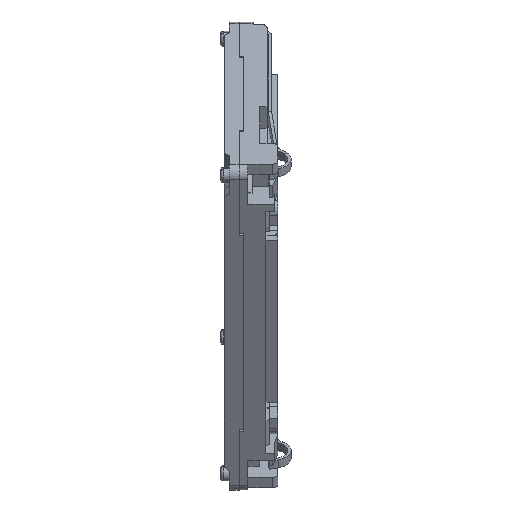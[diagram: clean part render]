
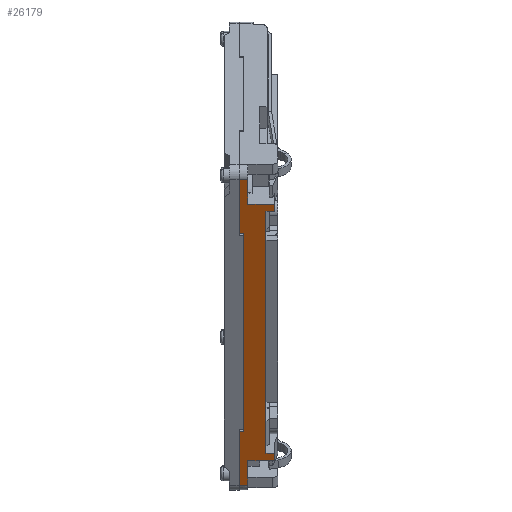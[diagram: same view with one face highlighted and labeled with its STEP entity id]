
A CAD part, left-side view. The second image highlights one B-rep face of the part: STEP entity #26179.
In plain terms, the highlighted planar face has unit normal (-0.837, 0, -0.547).
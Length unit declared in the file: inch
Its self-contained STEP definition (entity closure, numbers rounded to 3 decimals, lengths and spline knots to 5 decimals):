
#22 = CARTESIAN_POINT ( 'NONE',  ( -0.0958, -0.0315, -0.32124 ) ) ;
#244 = DIRECTION ( 'NONE',  ( 0.547, 0., -0.837 ) ) ;
#461 = CARTESIAN_POINT ( 'NONE',  ( -0.06492, -0.09252, -0.36851 ) ) ;
#626 = ORIENTED_EDGE ( 'NONE', *, *, #15742, .F. ) ;
#771 = CARTESIAN_POINT ( 'NONE',  ( -0.06914, -0.09252, -0.36205 ) ) ;
#790 = VERTEX_POINT ( 'NONE', #5767 ) ;
#834 = LINE ( 'NONE', #27779, #3213 ) ;
#944 = VECTOR ( 'NONE', #15479, 39.37008 ) ;
#954 = VECTOR ( 'NONE', #25956, 39.37008 ) ;
#1442 = CARTESIAN_POINT ( 'NONE',  ( -0.36777, -0.09252, 0.09503 ) ) ;
#1480 = VERTEX_POINT ( 'NONE', #21725 ) ;
#1533 = VECTOR ( 'NONE', #24929, 39.37008 ) ;
#1911 = CARTESIAN_POINT ( 'NONE',  ( -0.35933, -0.09252, 0.08212 ) ) ;
#1980 = VECTOR ( 'NONE', #21862, 39.37008 ) ;
#2067 = EDGE_CURVE ( 'NONE', #7590, #16643, #15439, .T. ) ;
#2206 = CARTESIAN_POINT ( 'NONE',  ( -0.21424, -0.06004, -0.13997 ) ) ;
#2716 = VECTOR ( 'NONE', #27377, 39.37008 ) ;
#2815 = EDGE_CURVE ( 'NONE', #7590, #26759, #21052, .T. ) ;
#2842 = LINE ( 'NONE', #27593, #6064 ) ;
#2937 = CARTESIAN_POINT ( 'NONE',  ( -0.0312, -0.02756, -0.42012 ) ) ;
#3213 = VECTOR ( 'NONE', #14215, 39.37008 ) ;
#3294 = VERTEX_POINT ( 'NONE', #29071 ) ;
#4053 = ORIENTED_EDGE ( 'NONE', *, *, #12779, .F. ) ;
#4200 = ORIENTED_EDGE ( 'NONE', *, *, #8410, .T. ) ;
#4255 = PLANE ( 'NONE',  #19361 ) ;
#4883 = VERTEX_POINT ( 'NONE', #18250 ) ;
#4979 = CARTESIAN_POINT ( 'NONE',  ( -0.06914, -0.08465, -0.36205 ) ) ;
#5006 = EDGE_CURVE ( 'NONE', #16643, #19958, #27534, .T. ) ;
#5375 = EDGE_CURVE ( 'NONE', #3294, #27273, #834, .T. ) ;
#5767 = CARTESIAN_POINT ( 'NONE',  ( -0.0958, -0.03543, -0.32124 ) ) ;
#6064 = VECTOR ( 'NONE', #18610, 39.37008 ) ;
#6997 = CARTESIAN_POINT ( 'NONE',  ( -0.36355, -0.09252, 0.08858 ) ) ;
#7473 = ORIENTED_EDGE ( 'NONE', *, *, #2067, .T. ) ;
#7590 = VERTEX_POINT ( 'NONE', #22140 ) ;
#7605 = CARTESIAN_POINT ( 'NONE',  ( -0.33267, -0.0315, 0.04131 ) ) ;
#8306 = CARTESIAN_POINT ( 'NONE',  ( -0.36777, -0.04331, 0.09503 ) ) ;
#8410 = EDGE_CURVE ( 'NONE', #19958, #26398, #9503, .T. ) ;
#8554 = ORIENTED_EDGE ( 'NONE', *, *, #5375, .T. ) ;
#8963 = DIRECTION ( 'NONE',  ( -0.547, 0., 0.837 ) ) ;
#8975 = VERTEX_POINT ( 'NONE', #25738 ) ;
#9024 = VERTEX_POINT ( 'NONE', #2937 ) ;
#9201 = CARTESIAN_POINT ( 'NONE',  ( -0.35933, -0.07677, 0.08212 ) ) ;
#9503 = LINE ( 'NONE', #6997, #17056 ) ;
#9818 = DIRECTION ( 'NONE',  ( 0., -1., 0. ) ) ;
#9933 = CARTESIAN_POINT ( 'NONE',  ( -0.0607, -0.09252, -0.37497 ) ) ;
#10398 = ORIENTED_EDGE ( 'NONE', *, *, #10588, .F. ) ;
#10456 = EDGE_CURVE ( 'NONE', #1480, #4883, #23371, .T. ) ;
#10588 = EDGE_CURVE ( 'NONE', #8975, #9024, #12097, .T. ) ;
#11325 = VERTEX_POINT ( 'NONE', #23804 ) ;
#11742 = DIRECTION ( 'NONE',  ( 0., -1., 0. ) ) ;
#12097 = LINE ( 'NONE', #16240, #17162 ) ;
#12779 = EDGE_CURVE ( 'NONE', #3294, #8975, #16351, .T. ) ;
#12841 = EDGE_CURVE ( 'NONE', #11325, #1480, #2842, .T. ) ;
#13423 = CARTESIAN_POINT ( 'NONE',  ( -0.04595, -0.04331, -0.39754 ) ) ;
#13753 = EDGE_CURVE ( 'NONE', #14313, #9024, #28752, .T. ) ;
#14215 = DIRECTION ( 'NONE',  ( 0., -1., 0. ) ) ;
#14313 = VERTEX_POINT ( 'NONE', #17474 ) ;
#14339 = CARTESIAN_POINT ( 'NONE',  ( -0.38252, -0.04331, 0.11761 ) ) ;
#14958 = ORIENTED_EDGE ( 'NONE', *, *, #2815, .F. ) ;
#14966 = VECTOR ( 'NONE', #11742, 39.37008 ) ;
#15116 = CARTESIAN_POINT ( 'NONE',  ( -0.39727, -0.04331, 0.14019 ) ) ;
#15439 = LINE ( 'NONE', #29002, #18198 ) ;
#15479 = DIRECTION ( 'NONE',  ( 0.547, 0., -0.837 ) ) ;
#15605 = FACE_OUTER_BOUND ( 'NONE', #25859, .T. ) ;
#15684 = VECTOR ( 'NONE', #27417, 39.37008 ) ;
#15742 = EDGE_CURVE ( 'NONE', #11325, #28597, #25377, .T. ) ;
#16240 = CARTESIAN_POINT ( 'NONE',  ( -0.0312, -0.03543, -0.42012 ) ) ;
#16351 = LINE ( 'NONE', #13423, #23457 ) ;
#16643 = VERTEX_POINT ( 'NONE', #9201 ) ;
#16687 = LINE ( 'NONE', #27746, #18133 ) ;
#17056 = VECTOR ( 'NONE', #18342, 39.37008 ) ;
#17162 = VECTOR ( 'NONE', #25216, 39.37008 ) ;
#17474 = CARTESIAN_POINT ( 'NONE',  ( -0.0958, -0.02756, -0.32124 ) ) ;
#17628 = EDGE_CURVE ( 'NONE', #27466, #26398, #28923, .T. ) ;
#17667 = ORIENTED_EDGE ( 'NONE', *, *, #5006, .T. ) ;
#18004 = DIRECTION ( 'NONE',  ( 0., -1., 0. ) ) ;
#18133 = VECTOR ( 'NONE', #244, 39.37008 ) ;
#18198 = VECTOR ( 'NONE', #8963, 39.37008 ) ;
#18250 = CARTESIAN_POINT ( 'NONE',  ( -0.33267, -0.03543, 0.04131 ) ) ;
#18342 = DIRECTION ( 'NONE',  ( -0.547, 0., 0.837 ) ) ;
#18610 = DIRECTION ( 'NONE',  ( 0.547, 0., -0.837 ) ) ;
#18763 = EDGE_CURVE ( 'NONE', #27273, #26759, #25621, .T. ) ;
#18766 = LINE ( 'NONE', #14339, #1533 ) ;
#19361 = AXIS2_PLACEMENT_3D ( 'NONE', #2206, #24440, #19607 ) ;
#19607 = DIRECTION ( 'NONE',  ( 0.547, 0., -0.837 ) ) ;
#19945 = CARTESIAN_POINT ( 'NONE',  ( -0.36777, -0.06791, 0.09503 ) ) ;
#19958 = VERTEX_POINT ( 'NONE', #1911 ) ;
#20518 = LINE ( 'NONE', #22, #22203 ) ;
#20561 = ORIENTED_EDGE ( 'NONE', *, *, #18763, .T. ) ;
#21052 = LINE ( 'NONE', #4979, #2716 ) ;
#21111 = ORIENTED_EDGE ( 'NONE', *, *, #28638, .T. ) ;
#21178 = ORIENTED_EDGE ( 'NONE', *, *, #17628, .F. ) ;
#21198 = CARTESIAN_POINT ( 'NONE',  ( -0.35933, -0.08465, 0.08212 ) ) ;
#21725 = CARTESIAN_POINT ( 'NONE',  ( -0.33267, -0.02756, 0.04131 ) ) ;
#21862 = DIRECTION ( 'NONE',  ( 0., -1., 0. ) ) ;
#22140 = CARTESIAN_POINT ( 'NONE',  ( -0.06914, -0.07677, -0.36205 ) ) ;
#22203 = VECTOR ( 'NONE', #18004, 39.37008 ) ;
#22424 = DIRECTION ( 'NONE',  ( 0.547, 0., -0.837 ) ) ;
#22801 = VECTOR ( 'NONE', #9818, 39.37008 ) ;
#23371 = LINE ( 'NONE', #7605, #22801 ) ;
#23457 = VECTOR ( 'NONE', #22424, 39.37008 ) ;
#23804 = CARTESIAN_POINT ( 'NONE',  ( -0.39727, -0.02756, 0.14019 ) ) ;
#24018 = CARTESIAN_POINT ( 'NONE',  ( -0.0635, -0.02756, -0.37068 ) ) ;
#24440 = DIRECTION ( 'NONE',  ( -0.837, 0., -0.547 ) ) ;
#24732 = EDGE_CURVE ( 'NONE', #14313, #790, #20518, .T. ) ;
#24929 = DIRECTION ( 'NONE',  ( 0.547, 0., -0.837 ) ) ;
#25216 = DIRECTION ( 'NONE',  ( 0., 1., 0. ) ) ;
#25377 = LINE ( 'NONE', #25808, #954 ) ;
#25481 = EDGE_CURVE ( 'NONE', #28597, #27466, #18766, .T. ) ;
#25558 = ORIENTED_EDGE ( 'NONE', *, *, #12841, .T. ) ;
#25621 = LINE ( 'NONE', #461, #15684 ) ;
#25738 = CARTESIAN_POINT ( 'NONE',  ( -0.0312, -0.04331, -0.42012 ) ) ;
#25808 = CARTESIAN_POINT ( 'NONE',  ( -0.39727, -0.03543, 0.14019 ) ) ;
#25859 = EDGE_LOOP ( 'NONE', ( #20561, #14958, #7473, #17667, #4200, #21178, #27728, #626, #25558, #26785, #21111, #28148, #26550, #10398, #4053, #8554 ) ) ;
#25956 = DIRECTION ( 'NONE',  ( 0., -1., 0. ) ) ;
#26179 = ADVANCED_FACE ( 'NONE', ( #15605 ), #4255, .T. ) ;
#26398 = VERTEX_POINT ( 'NONE', #1442 ) ;
#26550 = ORIENTED_EDGE ( 'NONE', *, *, #13753, .T. ) ;
#26759 = VERTEX_POINT ( 'NONE', #771 ) ;
#26785 = ORIENTED_EDGE ( 'NONE', *, *, #10456, .T. ) ;
#27273 = VERTEX_POINT ( 'NONE', #9933 ) ;
#27377 = DIRECTION ( 'NONE',  ( 0., -1., 0. ) ) ;
#27417 = DIRECTION ( 'NONE',  ( -0.547, 0., 0.837 ) ) ;
#27466 = VERTEX_POINT ( 'NONE', #8306 ) ;
#27534 = LINE ( 'NONE', #21198, #14966 ) ;
#27593 = CARTESIAN_POINT ( 'NONE',  ( -0.36497, -0.02756, 0.09075 ) ) ;
#27728 = ORIENTED_EDGE ( 'NONE', *, *, #25481, .F. ) ;
#27746 = CARTESIAN_POINT ( 'NONE',  ( -0.21424, -0.03543, -0.13997 ) ) ;
#27779 = CARTESIAN_POINT ( 'NONE',  ( -0.0607, -0.06791, -0.37497 ) ) ;
#28148 = ORIENTED_EDGE ( 'NONE', *, *, #24732, .F. ) ;
#28597 = VERTEX_POINT ( 'NONE', #15116 ) ;
#28638 = EDGE_CURVE ( 'NONE', #4883, #790, #16687, .T. ) ;
#28752 = LINE ( 'NONE', #24018, #944 ) ;
#28923 = LINE ( 'NONE', #19945, #1980 ) ;
#29002 = CARTESIAN_POINT ( 'NONE',  ( -0.21424, -0.07677, -0.13997 ) ) ;
#29071 = CARTESIAN_POINT ( 'NONE',  ( -0.0607, -0.04331, -0.37497 ) ) ;
